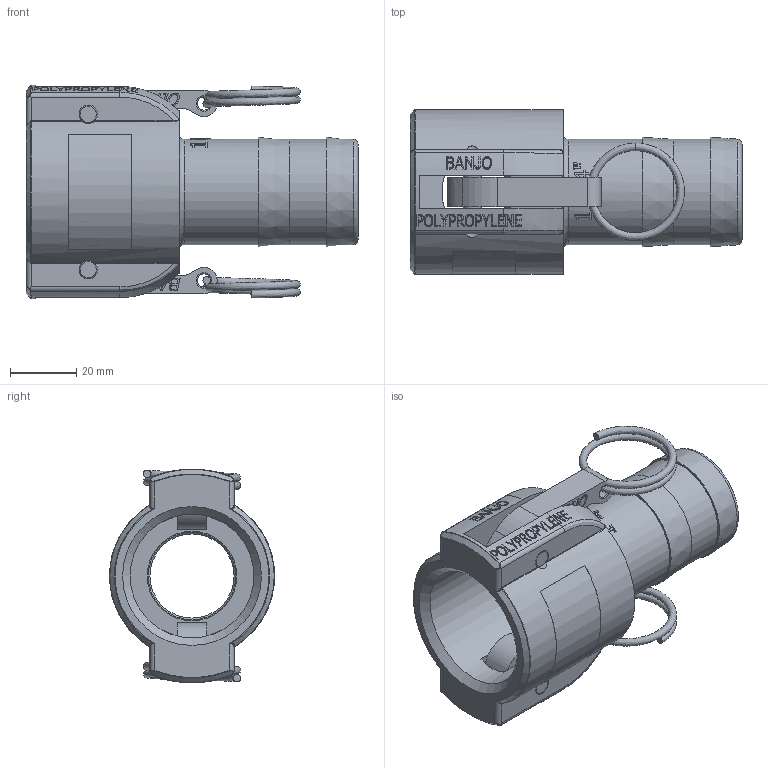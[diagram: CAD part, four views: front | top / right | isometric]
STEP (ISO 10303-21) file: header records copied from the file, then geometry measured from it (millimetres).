
FILE_DESCRIPTION(/* description */ ('1" Female Coupler x 1 1/4" HB, Molded'),/* implementation_level */ '2;1');
FILE_NAME(/* name */ '125C.stp',/* time_stamp */ '2014-10-07T10:57:12-04:00',/* author */ ('MEG'),/* organization */ (''),/* preprocessor_version */ 'ST-DEVELOPER v15.2',/* originating_system */ 'Autodesk Inventor 2014',/* authorisation */ '');
FILE_SCHEMA (('AUTOMOTIVE_DESIGN { 1 0 10303 214 3 1 1 }'));
Products named in the file (10): 125CX; 125CXM; 100G; 100P; 100XK; 100RING; 100K; 100DECAL-D1.96; 125CU; 125C
Bounding box: 100.2 x 49.78 x 64.43 mm (x, y, z)
Volume: 77437.1 mm3; surface area: 39924.5 mm2
Topology: 9 solids, 9 shells, 833 faces, 2181 edges, 1431 vertices
Faces by surface type: plane 412, bspline 301, cylinder 90, cone 20, torus 10
Full cylindrical faces by diameter (mm): 3.962 x2, 5.512 x2, 5.563 x4, 5.715 x2, 25.4 x1, 26.987 x1, 31.75 x2, 37.338 x1, 39.688 x1, 40.488 x1
Entity records: 49199 total; most frequent: CARTESIAN_POINT 35211, ORIENTED_EDGE 3248, DIRECTION 2078, EDGE_CURVE 1624, VERTEX_POINT 1080, LINE 752, VECTOR 752, EDGE_LOOP 730
